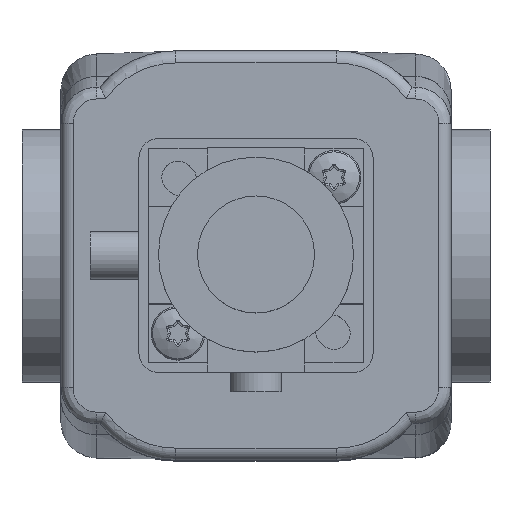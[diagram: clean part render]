
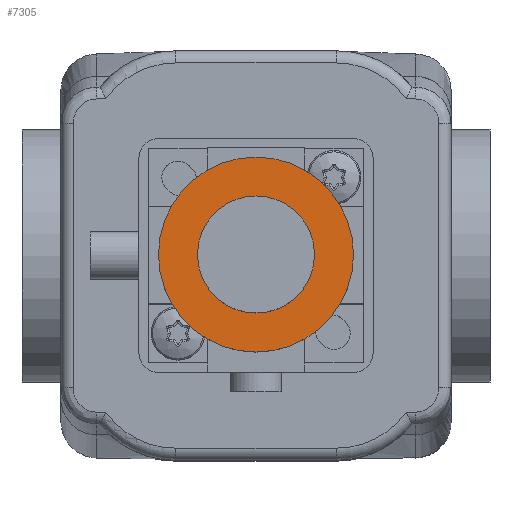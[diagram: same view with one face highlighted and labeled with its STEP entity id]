
A CAD part, top view. The second image highlights one B-rep face of the part: STEP entity #7305.
In plain terms, the highlighted planar face has unit normal (0, 0, 1).
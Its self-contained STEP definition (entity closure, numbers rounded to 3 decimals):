
#7271=CARTESIAN_POINT('',(10.,0.0,49.0));
#7272=VERTEX_POINT('',#7271);
#7273=CARTESIAN_POINT('',(0.,0.0,49.0));
#7274=DIRECTION('',(0.0,0.0,1.0));
#7275=DIRECTION('',(1.0,0.0,0.0));
#7276=AXIS2_PLACEMENT_3D('',#7273,#7274,#7275);
#7277=CIRCLE('',#7276,10.);
#7278=EDGE_CURVE('',#7272,#7272,#7277,.T.);
#7286=CARTESIAN_POINT('',(8.,0.0,49.0));
#7287=DIRECTION('',(0.0,0.0,1.0));
#7288=DIRECTION('',(1.0,0.0,0.0));
#7289=AXIS2_PLACEMENT_3D('',#7286,#7287,#7288);
#7290=PLANE('',#7289);
#7291=ORIENTED_EDGE('',*,*,#7278,.T.);
#7292=EDGE_LOOP('',(#7291));
#7293=FACE_OUTER_BOUND('',#7292,.T.);
#7294=CARTESIAN_POINT('',(6.,0.0,49.0));
#7295=VERTEX_POINT('',#7294);
#7296=CARTESIAN_POINT('',(0.,0.0,49.0));
#7297=DIRECTION('',(0.0,0.0,1.0));
#7298=DIRECTION('',(1.0,0.0,0.0));
#7299=AXIS2_PLACEMENT_3D('',#7296,#7297,#7298);
#7300=CIRCLE('',#7299,6.);
#7301=EDGE_CURVE('',#7295,#7295,#7300,.T.);
#7302=ORIENTED_EDGE('',*,*,#7301,.F.);
#7303=EDGE_LOOP('',(#7302));
#7304=FACE_BOUND('',#7303,.T.);
#7305=ADVANCED_FACE('',(#7293,#7304),#7290,.T.);
